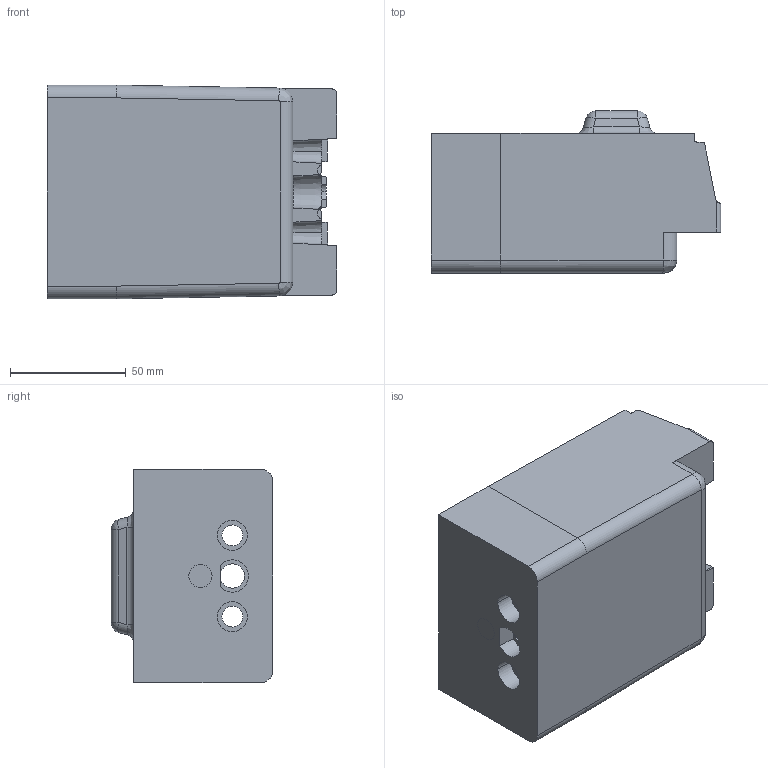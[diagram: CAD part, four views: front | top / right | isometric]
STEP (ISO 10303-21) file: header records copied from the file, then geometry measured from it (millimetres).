
FILE_DESCRIPTION((''),'2;1');
FILE_NAME('X-MJ_ASM','2018-10-31T',('Administrator'),(''),'CREO PARAMETRIC BY PTC INC, 2014190','CREO PARAMETRIC BY PTC INC, 2014190','');
FILE_SCHEMA(('CONFIG_CONTROL_DESIGN'));
Length unit declared in the file: millimetre
Products named in the file (3): GAIHUAK181031; GAIXIANGZHEN181031; X-MJ_ASM
Assembly tree (2 placements, depth 2):
  X-MJ_ASM
    GAIHUAK181031
    GAIXIANGZHEN181031
Bounding box: 125.1 x 70 x 92.32 mm (x, y, z)
Volume: 614369.1 mm3; surface area: 61975.6 mm2
Topology: 2 solids, 2 shells, 192 faces, 481 edges, 292 vertices
Faces by surface type: cylinder 78, plane 55, bspline 32, cone 15, torus 8, sphere 4
Entity records: 7883 total; most frequent: CARTESIAN_POINT 3484, ORIENTED_EDGE 954, DIRECTION 835, EDGE_CURVE 477, AXIS2_PLACEMENT_3D 323, VERTEX_POINT 292, EDGE_LOOP 203, FACE_OUTER_BOUND 192
